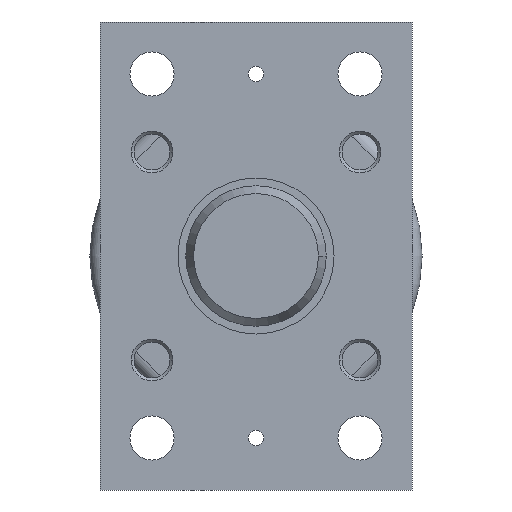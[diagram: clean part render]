
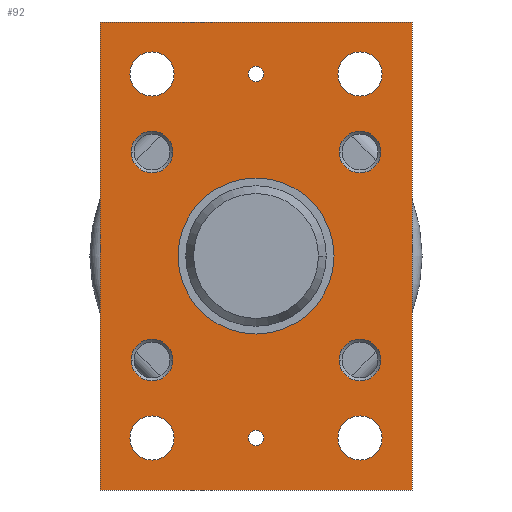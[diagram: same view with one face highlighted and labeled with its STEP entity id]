
A CAD part, left-side view. The second image highlights one B-rep face of the part: STEP entity #92.
In plain terms, the highlighted planar face has unit normal (-1, 0, 0).
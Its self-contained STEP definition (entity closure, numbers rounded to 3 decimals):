
#92=ADVANCED_FACE('',(#222,#223,#224,#225,#226,#227,#228,#229,#230,#231,#232,#233),#234,.F.);
#222=FACE_BOUND('',#391,.T.);
#223=FACE_BOUND('',#392,.T.);
#224=FACE_BOUND('',#393,.T.);
#225=FACE_BOUND('',#394,.T.);
#226=FACE_BOUND('',#395,.T.);
#227=FACE_BOUND('',#396,.T.);
#228=FACE_BOUND('',#397,.T.);
#229=FACE_BOUND('',#398,.T.);
#230=FACE_BOUND('',#399,.T.);
#231=FACE_BOUND('',#400,.T.);
#232=FACE_BOUND('',#401,.T.);
#233=FACE_OUTER_BOUND('',#402,.T.);
#234=PLANE('',#403);
#391=EDGE_LOOP('',(#808,#809));
#392=EDGE_LOOP('',(#810,#811));
#393=EDGE_LOOP('',(#812,#813));
#394=EDGE_LOOP('',(#814,#815));
#395=EDGE_LOOP('',(#816,#817));
#396=EDGE_LOOP('',(#818,#819));
#397=EDGE_LOOP('',(#820,#821));
#398=EDGE_LOOP('',(#822,#823));
#399=EDGE_LOOP('',(#824,#825));
#400=EDGE_LOOP('',(#826,#827));
#401=EDGE_LOOP('',(#828,#829));
#402=EDGE_LOOP('',(#830,#831,#832,#833));
#403=AXIS2_PLACEMENT_3D('',#834,#835,#836);
#808=ORIENTED_EDGE('',*,*,#1128,.T.);
#809=ORIENTED_EDGE('',*,*,#1154,.T.);
#810=ORIENTED_EDGE('',*,*,#1117,.T.);
#811=ORIENTED_EDGE('',*,*,#1156,.T.);
#812=ORIENTED_EDGE('',*,*,#1106,.T.);
#813=ORIENTED_EDGE('',*,*,#1158,.T.);
#814=ORIENTED_EDGE('',*,*,#1095,.T.);
#815=ORIENTED_EDGE('',*,*,#1160,.T.);
#816=ORIENTED_EDGE('',*,*,#1162,.T.);
#817=ORIENTED_EDGE('',*,*,#1088,.T.);
#818=ORIENTED_EDGE('',*,*,#1163,.T.);
#819=ORIENTED_EDGE('',*,*,#1084,.T.);
#820=ORIENTED_EDGE('',*,*,#1164,.T.);
#821=ORIENTED_EDGE('',*,*,#1080,.T.);
#822=ORIENTED_EDGE('',*,*,#1165,.T.);
#823=ORIENTED_EDGE('',*,*,#1076,.T.);
#824=ORIENTED_EDGE('',*,*,#1166,.T.);
#825=ORIENTED_EDGE('',*,*,#1072,.T.);
#826=ORIENTED_EDGE('',*,*,#1167,.T.);
#827=ORIENTED_EDGE('',*,*,#1068,.T.);
#828=ORIENTED_EDGE('',*,*,#1137,.T.);
#829=ORIENTED_EDGE('',*,*,#1136,.T.);
#830=ORIENTED_EDGE('',*,*,#1168,.T.);
#831=ORIENTED_EDGE('',*,*,#1169,.T.);
#832=ORIENTED_EDGE('',*,*,#1170,.T.);
#833=ORIENTED_EDGE('',*,*,#1171,.T.);
#834=CARTESIAN_POINT('',(-20.0,0.0,0.0));
#835=DIRECTION('',(1.0,0.0,0.));
#836=DIRECTION('',(0.,0.0,-1.0));
#1068=EDGE_CURVE('',#1275,#1279,#1281,.T.);
#1072=EDGE_CURVE('',#1283,#1287,#1289,.T.);
#1076=EDGE_CURVE('',#1291,#1295,#1297,.T.);
#1080=EDGE_CURVE('',#1299,#1303,#1305,.T.);
#1084=EDGE_CURVE('',#1307,#1311,#1313,.T.);
#1088=EDGE_CURVE('',#1315,#1319,#1321,.T.);
#1095=EDGE_CURVE('',#1330,#1332,#1334,.T.);
#1106=EDGE_CURVE('',#1349,#1351,#1353,.T.);
#1117=EDGE_CURVE('',#1368,#1370,#1372,.T.);
#1128=EDGE_CURVE('',#1387,#1389,#1391,.T.);
#1136=EDGE_CURVE('',#1399,#1403,#1405,.T.);
#1137=EDGE_CURVE('',#1403,#1399,#1406,.T.);
#1154=EDGE_CURVE('',#1389,#1387,#1427,.T.);
#1156=EDGE_CURVE('',#1370,#1368,#1429,.T.);
#1158=EDGE_CURVE('',#1351,#1349,#1431,.T.);
#1160=EDGE_CURVE('',#1332,#1330,#1433,.T.);
#1162=EDGE_CURVE('',#1319,#1315,#1435,.T.);
#1163=EDGE_CURVE('',#1311,#1307,#1436,.T.);
#1164=EDGE_CURVE('',#1303,#1299,#1437,.T.);
#1165=EDGE_CURVE('',#1295,#1291,#1438,.T.);
#1166=EDGE_CURVE('',#1287,#1283,#1439,.T.);
#1167=EDGE_CURVE('',#1279,#1275,#1440,.T.);
#1168=EDGE_CURVE('',#1441,#1442,#1443,.T.);
#1169=EDGE_CURVE('',#1442,#1444,#1445,.T.);
#1170=EDGE_CURVE('',#1444,#1446,#1447,.T.);
#1171=EDGE_CURVE('',#1446,#1441,#1448,.T.);
#1275=VERTEX_POINT('',#1580);
#1279=VERTEX_POINT('',#1585);
#1281=CIRCLE('',#1588,8.5);
#1283=VERTEX_POINT('',#1590);
#1287=VERTEX_POINT('',#1595);
#1289=CIRCLE('',#1598,8.5);
#1291=VERTEX_POINT('',#1600);
#1295=VERTEX_POINT('',#1605);
#1297=CIRCLE('',#1608,8.5);
#1299=VERTEX_POINT('',#1610);
#1303=VERTEX_POINT('',#1615);
#1305=CIRCLE('',#1618,8.5);
#1307=VERTEX_POINT('',#1620);
#1311=VERTEX_POINT('',#1625);
#1313=CIRCLE('',#1628,3.0);
#1315=VERTEX_POINT('',#1630);
#1319=VERTEX_POINT('',#1635);
#1321=CIRCLE('',#1638,3.0);
#1330=VERTEX_POINT('',#1649);
#1332=VERTEX_POINT('',#1652);
#1334=CIRCLE('',#1655,8.0);
#1349=VERTEX_POINT('',#1674);
#1351=VERTEX_POINT('',#1677);
#1353=CIRCLE('',#1680,8.0);
#1368=VERTEX_POINT('',#1699);
#1370=VERTEX_POINT('',#1702);
#1372=CIRCLE('',#1705,8.0);
#1387=VERTEX_POINT('',#1724);
#1389=VERTEX_POINT('',#1727);
#1391=CIRCLE('',#1730,8.0);
#1399=VERTEX_POINT('',#1740);
#1403=VERTEX_POINT('',#1745);
#1405=CIRCLE('',#1748,30.0);
#1406=CIRCLE('',#1749,30.0);
#1427=CIRCLE('',#1774,8.0);
#1429=CIRCLE('',#1776,8.0);
#1431=CIRCLE('',#1778,8.0);
#1433=CIRCLE('',#1780,8.0);
#1435=CIRCLE('',#1782,3.0);
#1436=CIRCLE('',#1783,3.0);
#1437=CIRCLE('',#1784,8.5);
#1438=CIRCLE('',#1785,8.5);
#1439=CIRCLE('',#1786,8.5);
#1440=CIRCLE('',#1787,8.5);
#1441=VERTEX_POINT('',#1788);
#1442=VERTEX_POINT('',#1789);
#1443=LINE('',#1790,#1791);
#1444=VERTEX_POINT('',#1792);
#1445=LINE('',#1793,#1794);
#1446=VERTEX_POINT('',#1795);
#1447=LINE('',#1796,#1797);
#1448=LINE('',#1798,#1799);
#1580=CARTESIAN_POINT('',(-20.0,-40.0,61.5));
#1585=CARTESIAN_POINT('',(-20.0,-40.0,78.5));
#1588=AXIS2_PLACEMENT_3D('',#2165,#2166,#2167);
#1590=CARTESIAN_POINT('',(-20.0,40.0,61.5));
#1595=CARTESIAN_POINT('',(-20.0,40.0,78.5));
#1598=AXIS2_PLACEMENT_3D('',#2173,#2174,#2175);
#1600=CARTESIAN_POINT('',(-20.0,-40.0,-78.5));
#1605=CARTESIAN_POINT('',(-20.0,-40.0,-61.5));
#1608=AXIS2_PLACEMENT_3D('',#2181,#2182,#2183);
#1610=CARTESIAN_POINT('',(-20.0,40.0,-78.5));
#1615=CARTESIAN_POINT('',(-20.0,40.0,-61.5));
#1618=AXIS2_PLACEMENT_3D('',#2189,#2190,#2191);
#1620=CARTESIAN_POINT('',(-20.0,0.,67.0));
#1625=CARTESIAN_POINT('',(-20.0,0.,73.0));
#1628=AXIS2_PLACEMENT_3D('',#2197,#2198,#2199);
#1630=CARTESIAN_POINT('',(-20.0,0.,-73.0));
#1635=CARTESIAN_POINT('',(-20.0,0.,-67.0));
#1638=AXIS2_PLACEMENT_3D('',#2205,#2206,#2207);
#1649=CARTESIAN_POINT('',(-20.0,-32.0,40.0));
#1652=CARTESIAN_POINT('',(-20.0,-48.0,40.0));
#1655=AXIS2_PLACEMENT_3D('',#2218,#2219,#2220);
#1674=CARTESIAN_POINT('',(-20.0,48.0,40.0));
#1677=CARTESIAN_POINT('',(-20.0,32.0,40.0));
#1680=AXIS2_PLACEMENT_3D('',#2239,#2240,#2241);
#1699=CARTESIAN_POINT('',(-20.0,-32.0,-40.0));
#1702=CARTESIAN_POINT('',(-20.0,-48.0,-40.0));
#1705=AXIS2_PLACEMENT_3D('',#2260,#2261,#2262);
#1724=CARTESIAN_POINT('',(-20.0,48.0,-40.0));
#1727=CARTESIAN_POINT('',(-20.0,32.0,-40.0));
#1730=AXIS2_PLACEMENT_3D('',#2281,#2282,#2283);
#1740=CARTESIAN_POINT('',(-20.0,0.,-30.0));
#1745=CARTESIAN_POINT('',(-20.0,0.,30.0));
#1748=AXIS2_PLACEMENT_3D('',#2297,#2298,#2299);
#1749=AXIS2_PLACEMENT_3D('',#2300,#2301,#2302);
#1774=AXIS2_PLACEMENT_3D('',#2343,#2344,#2345);
#1776=AXIS2_PLACEMENT_3D('',#2349,#2350,#2351);
#1778=AXIS2_PLACEMENT_3D('',#2355,#2356,#2357);
#1780=AXIS2_PLACEMENT_3D('',#2361,#2362,#2363);
#1782=AXIS2_PLACEMENT_3D('',#2367,#2368,#2369);
#1783=AXIS2_PLACEMENT_3D('',#2370,#2371,#2372);
#1784=AXIS2_PLACEMENT_3D('',#2373,#2374,#2375);
#1785=AXIS2_PLACEMENT_3D('',#2376,#2377,#2378);
#1786=AXIS2_PLACEMENT_3D('',#2379,#2380,#2381);
#1787=AXIS2_PLACEMENT_3D('',#2382,#2383,#2384);
#1788=CARTESIAN_POINT('',(-20.0,60.0,-90.0));
#1789=CARTESIAN_POINT('',(-20.0,-60.0,-90.0));
#1790=CARTESIAN_POINT('',(-20.0,0.0,-90.0));
#1791=VECTOR('',#2385,1.0);
#1792=CARTESIAN_POINT('',(-20.0,-60.0,90.0));
#1793=CARTESIAN_POINT('',(-20.0,-60.0,0.0));
#1794=VECTOR('',#2386,1.0);
#1795=CARTESIAN_POINT('',(-20.0,60.0,90.0));
#1796=CARTESIAN_POINT('',(-20.0,0.0,90.0));
#1797=VECTOR('',#2387,1.0);
#1798=CARTESIAN_POINT('',(-20.0,60.0,0.0));
#1799=VECTOR('',#2388,1.0);
#2165=CARTESIAN_POINT('',(-20.0,-40.0,70.0));
#2166=DIRECTION('',(1.0,0.0,0.));
#2167=DIRECTION('',(0.,0.0,-1.0));
#2173=CARTESIAN_POINT('',(-20.0,40.0,70.0));
#2174=DIRECTION('',(1.0,0.0,0.));
#2175=DIRECTION('',(0.,0.0,-1.0));
#2181=CARTESIAN_POINT('',(-20.0,-40.0,-70.0));
#2182=DIRECTION('',(1.0,0.0,0.));
#2183=DIRECTION('',(0.,0.0,-1.0));
#2189=CARTESIAN_POINT('',(-20.0,40.0,-70.0));
#2190=DIRECTION('',(1.0,0.0,0.));
#2191=DIRECTION('',(0.,0.0,-1.0));
#2197=CARTESIAN_POINT('',(-20.0,0.0,70.0));
#2198=DIRECTION('',(1.0,0.0,0.));
#2199=DIRECTION('',(0.,0.0,-1.0));
#2205=CARTESIAN_POINT('',(-20.0,0.0,-70.0));
#2206=DIRECTION('',(1.0,0.0,0.));
#2207=DIRECTION('',(0.,0.0,-1.0));
#2218=CARTESIAN_POINT('',(-20.0,-40.0,40.0));
#2219=DIRECTION('',(1.0,-0.0,0.));
#2220=DIRECTION('',(0.0,1.0,0.0));
#2239=CARTESIAN_POINT('',(-20.0,40.0,40.0));
#2240=DIRECTION('',(1.0,-0.0,0.));
#2241=DIRECTION('',(0.0,1.0,0.0));
#2260=CARTESIAN_POINT('',(-20.0,-40.0,-40.0));
#2261=DIRECTION('',(1.0,-0.0,0.));
#2262=DIRECTION('',(0.0,1.0,0.0));
#2281=CARTESIAN_POINT('',(-20.0,40.0,-40.0));
#2282=DIRECTION('',(1.0,-0.0,0.));
#2283=DIRECTION('',(0.0,1.0,0.0));
#2297=CARTESIAN_POINT('',(-20.0,0.0,0.0));
#2298=DIRECTION('',(1.0,0.0,0.));
#2299=DIRECTION('',(0.,0.0,-1.0));
#2300=CARTESIAN_POINT('',(-20.0,0.0,0.0));
#2301=DIRECTION('',(1.0,0.0,0.));
#2302=DIRECTION('',(0.,0.0,-1.0));
#2343=CARTESIAN_POINT('',(-20.0,40.0,-40.0));
#2344=DIRECTION('',(1.0,-0.0,0.));
#2345=DIRECTION('',(0.0,1.0,0.0));
#2349=CARTESIAN_POINT('',(-20.0,-40.0,-40.0));
#2350=DIRECTION('',(1.0,-0.0,0.));
#2351=DIRECTION('',(0.0,1.0,0.0));
#2355=CARTESIAN_POINT('',(-20.0,40.0,40.0));
#2356=DIRECTION('',(1.0,-0.0,0.));
#2357=DIRECTION('',(0.0,1.0,0.0));
#2361=CARTESIAN_POINT('',(-20.0,-40.0,40.0));
#2362=DIRECTION('',(1.0,-0.0,0.));
#2363=DIRECTION('',(0.0,1.0,0.0));
#2367=CARTESIAN_POINT('',(-20.0,0.0,-70.0));
#2368=DIRECTION('',(1.0,0.0,0.));
#2369=DIRECTION('',(0.,0.0,-1.0));
#2370=CARTESIAN_POINT('',(-20.0,0.0,70.0));
#2371=DIRECTION('',(1.0,0.0,0.));
#2372=DIRECTION('',(0.,0.0,-1.0));
#2373=CARTESIAN_POINT('',(-20.0,40.0,-70.0));
#2374=DIRECTION('',(1.0,0.0,0.));
#2375=DIRECTION('',(0.,0.0,-1.0));
#2376=CARTESIAN_POINT('',(-20.0,-40.0,-70.0));
#2377=DIRECTION('',(1.0,0.0,0.));
#2378=DIRECTION('',(0.,0.0,-1.0));
#2379=CARTESIAN_POINT('',(-20.0,40.0,70.0));
#2380=DIRECTION('',(1.0,0.0,0.));
#2381=DIRECTION('',(0.,0.0,-1.0));
#2382=CARTESIAN_POINT('',(-20.0,-40.0,70.0));
#2383=DIRECTION('',(1.0,0.0,0.));
#2384=DIRECTION('',(0.,0.0,-1.0));
#2385=DIRECTION('',(0.0,-1.0,0.0));
#2386=DIRECTION('',(0.,0.0,1.0));
#2387=DIRECTION('',(0.0,1.0,0.0));
#2388=DIRECTION('',(0.,0.0,-1.0));
